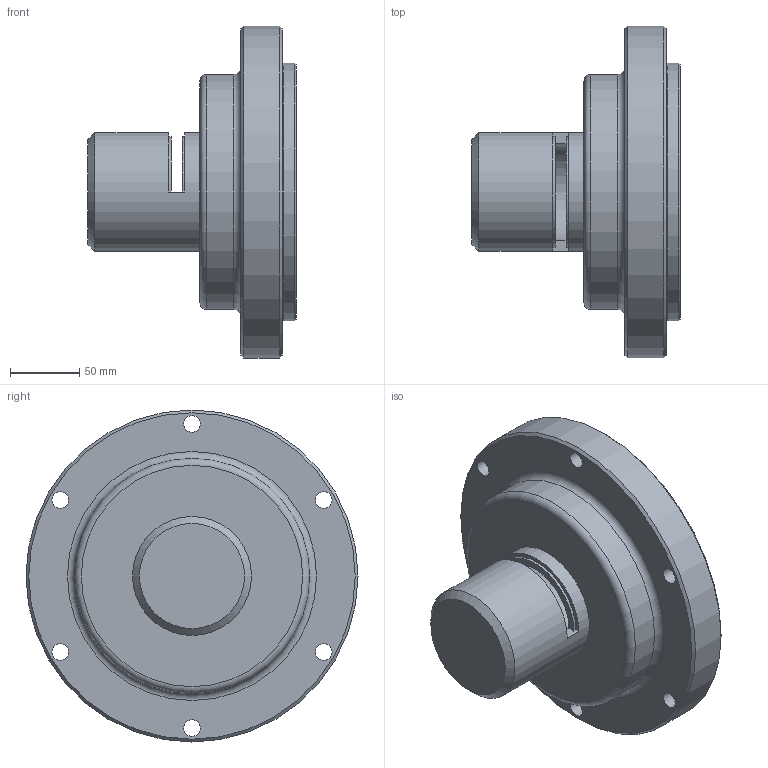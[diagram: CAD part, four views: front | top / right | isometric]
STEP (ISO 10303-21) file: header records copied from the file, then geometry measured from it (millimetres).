
FILE_DESCRIPTION(('STEP AP242'), '1');
FILE_NAME('60. Êðûøêà ïîäøèïíèêà ïåðåäíÿÿ ñî ñòîðîíû âûêèäà', '', ('UNSPECIFIED'), ('UNSPECIFIED'), 'C3D Converter', 'C3D Toolkit', '');
FILE_SCHEMA(('AP242_MANAGED_MODEL_BASED_3D_ENGINEERING_MIM_LF { 1 0 10303 442 1 1 4 }'));
Length unit declared in the file: millimetre
Bounding box: 150.6 x 240 x 240 mm (x, y, z)
Volume: 1540196.3 mm3; surface area: 199522.6 mm2
Topology: 1 solids, 1 shells, 37 faces, 86 edges, 54 vertices
Faces by surface type: cylinder 14, plane 13, cone 7, torus 3
Full cylindrical faces by diameter (mm): 12 x6, 70 x1, 86 x1, 135 x1, 170 x1, 186 x1, 240 x1
Entity records: 1310 total; most frequent: DIRECTION 184, CARTESIAN_POINT 154, ORIENTED_EDGE 124, AXIS2_PLACEMENT_3D 84, EDGE_LOOP 78, EDGE_CURVE 62, VERTEX_POINT 54, CIRCLE 46
